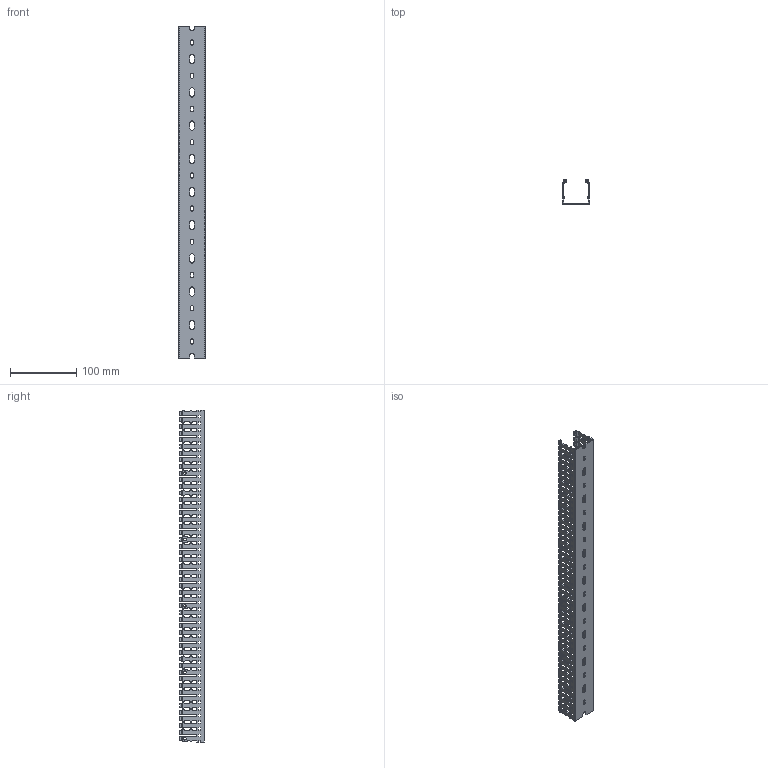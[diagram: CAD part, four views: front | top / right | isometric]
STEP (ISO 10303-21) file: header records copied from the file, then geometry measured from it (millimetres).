
FILE_DESCRIPTION (( 'STEP AP214' ), '1' );
FILE_NAME ('盷贄鍧闉鍕_RL_Corpo_T1_E_040x040.STEP', '2018-11-14T08:38:31', ( '' ), ( '' ), 'SwSTEP 2.0', 'SolidWorks 2016', '' );
FILE_SCHEMA (( 'AUTOMOTIVE_DESIGN' ));
Length unit declared in the file: millimetre
Products named in the file (1): 盷贄鍧闉鍕_RL_Corpo_T1_E_040x040
Bounding box: 40 x 37.41 x 500 mm (x, y, z)
Volume: 62208 mm3; surface area: 108332.1 mm2
Topology: 1 solids, 1 shells, 4374 faces, 13116 edges, 8744 vertices
Faces by surface type: cylinder 2480, plane 1894
Full cylindrical faces by diameter (mm): 4 x10
Entity records: 153328 total; most frequent: CARTESIAN_POINT 36001, ORIENTED_EDGE 26212, DIRECTION 23616, EDGE_CURVE 13106, VERTEX_POINT 8744, AXIS2_PLACEMENT_3D 8135, LINE 7346, VECTOR 7346
